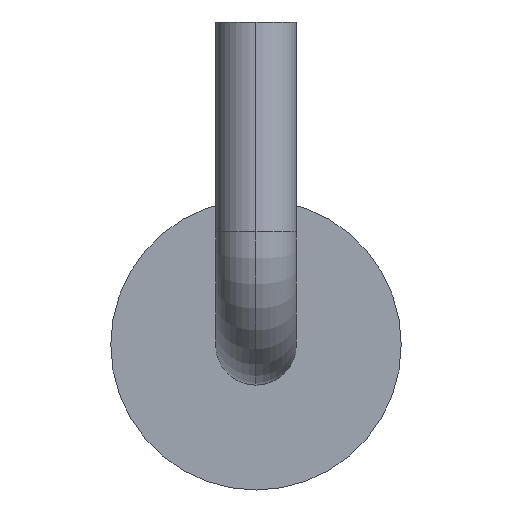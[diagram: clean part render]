
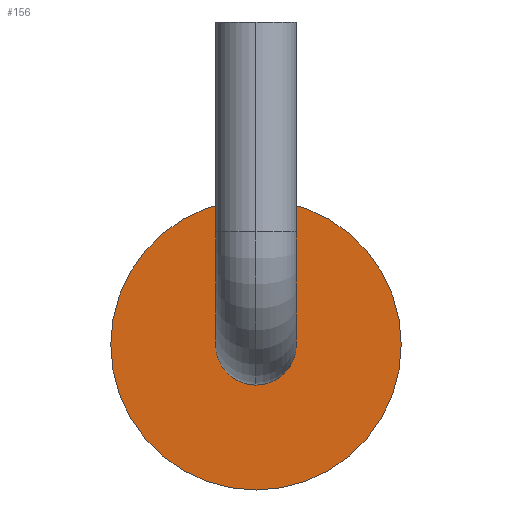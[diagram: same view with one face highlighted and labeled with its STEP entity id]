
A CAD part, left-side view. The second image highlights one B-rep face of the part: STEP entity #156.
In plain terms, the highlighted planar face has unit normal (-1, 0, 0).
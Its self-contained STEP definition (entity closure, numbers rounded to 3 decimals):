
#33 = DIRECTION ( 'NONE',  ( 1., 0., 0. ) ) ;
#40 = EDGE_LOOP ( 'NONE', ( #485, #745 ) ) ;
#56 = DIRECTION ( 'NONE',  ( 0., 0., -1. ) ) ;
#126 = AXIS2_PLACEMENT_3D ( 'NONE', #235, #375, #444 ) ;
#131 = CARTESIAN_POINT ( 'NONE',  ( -5.4, 0., 0.9 ) ) ;
#151 = CARTESIAN_POINT ( 'NONE',  ( -5.4, 0., 0. ) ) ;
#156 = ADVANCED_FACE ( 'NONE', ( #825, #319 ), #434, .F. ) ;
#213 = DIRECTION ( 'NONE',  ( 0., 0., -1. ) ) ;
#235 = CARTESIAN_POINT ( 'NONE',  ( -5.4, 0., 0. ) ) ;
#281 = AXIS2_PLACEMENT_3D ( 'NONE', #151, #616, #213 ) ;
#319 = FACE_OUTER_BOUND ( 'NONE', #40, .T. ) ;
#320 = DIRECTION ( 'NONE',  ( 1., 0., 0. ) ) ;
#357 = CIRCLE ( 'NONE', #281, 0.9 ) ;
#369 = AXIS2_PLACEMENT_3D ( 'NONE', #786, #320, #728 ) ;
#375 = DIRECTION ( 'NONE',  ( 1., 0., 0. ) ) ;
#403 = EDGE_CURVE ( 'NONE', #514, #424, #772, .T. ) ;
#412 = CARTESIAN_POINT ( 'NONE',  ( -5.4, 0., 0. ) ) ;
#414 = AXIS2_PLACEMENT_3D ( 'NONE', #412, #33, #481 ) ;
#424 = VERTEX_POINT ( 'NONE', #131 ) ;
#425 = EDGE_LOOP ( 'NONE', ( #590, #684 ) ) ;
#434 = PLANE ( 'NONE',  #580 ) ;
#444 = DIRECTION ( 'NONE',  ( 0., 0., -1. ) ) ;
#446 = DIRECTION ( 'NONE',  ( 1., 0., 0. ) ) ;
#481 = DIRECTION ( 'NONE',  ( 0., 0., -1. ) ) ;
#485 = ORIENTED_EDGE ( 'NONE', *, *, #403, .F. ) ;
#514 = VERTEX_POINT ( 'NONE', #839 ) ;
#515 = CARTESIAN_POINT ( 'NONE',  ( -5.4, 0., -0.25 ) ) ;
#519 = VERTEX_POINT ( 'NONE', #515 ) ;
#525 = CIRCLE ( 'NONE', #414, 0.25 ) ;
#549 = CIRCLE ( 'NONE', #369, 0.25 ) ;
#569 = VERTEX_POINT ( 'NONE', #655 ) ;
#580 = AXIS2_PLACEMENT_3D ( 'NONE', #842, #446, #56 ) ;
#590 = ORIENTED_EDGE ( 'NONE', *, *, #671, .T. ) ;
#616 = DIRECTION ( 'NONE',  ( 1., 0., 0. ) ) ;
#655 = CARTESIAN_POINT ( 'NONE',  ( -5.4, 0., 0.25 ) ) ;
#671 = EDGE_CURVE ( 'NONE', #569, #519, #549, .T. ) ;
#684 = ORIENTED_EDGE ( 'NONE', *, *, #847, .T. ) ;
#728 = DIRECTION ( 'NONE',  ( 0., 0., -1. ) ) ;
#745 = ORIENTED_EDGE ( 'NONE', *, *, #830, .F. ) ;
#772 = CIRCLE ( 'NONE', #126, 0.9 ) ;
#786 = CARTESIAN_POINT ( 'NONE',  ( -5.4, 0., 0. ) ) ;
#825 = FACE_BOUND ( 'NONE', #425, .T. ) ;
#830 = EDGE_CURVE ( 'NONE', #424, #514, #357, .T. ) ;
#839 = CARTESIAN_POINT ( 'NONE',  ( -5.4, 0., -0.9 ) ) ;
#842 = CARTESIAN_POINT ( 'NONE',  ( -5.4, 0., 0. ) ) ;
#847 = EDGE_CURVE ( 'NONE', #519, #569, #525, .T. ) ;
